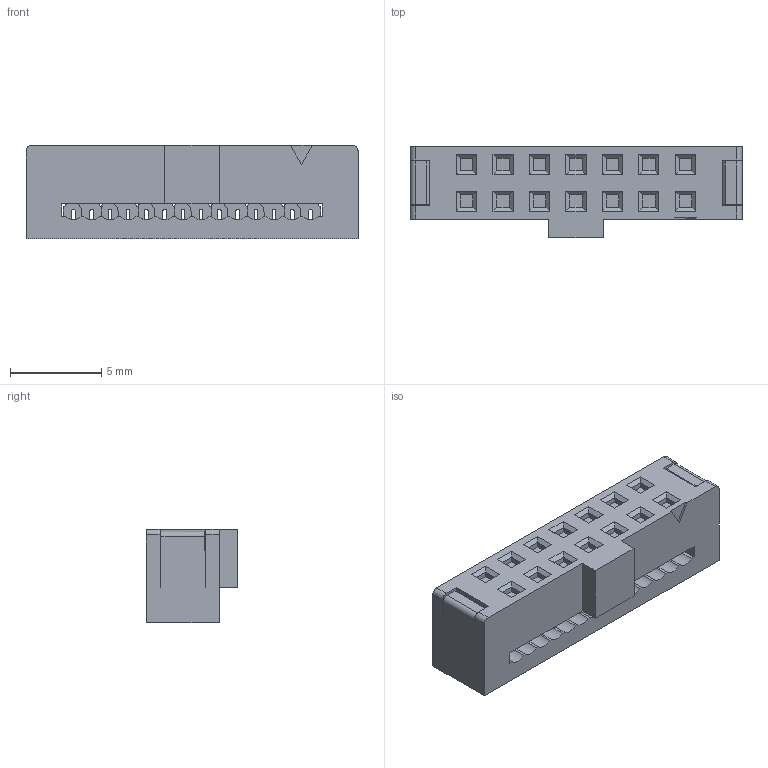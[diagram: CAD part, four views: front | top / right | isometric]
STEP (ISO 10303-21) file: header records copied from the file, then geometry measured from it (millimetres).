
FILE_DESCRIPTION( ('This file contains a STEP AP42 implementation' ,'as created by ZW3D STEP Interface translator.') ,'2;1' );
FILE_NAME( '5225-XXUPXXBWA1.stp' ,'24 1 2.112620', (''), ('ZWCAD Software Co.'), 'Version 1.0', 'ZW3D to STEP translator', '' );
FILE_SCHEMA(('AUTOMOTIVE_DESIGN { 1 0 10303 214 1 1 1 1 }'));
Length unit declared in the file: millimetre
Products named in the file (1): 0
Bounding box: 18.2 x 5 x 5.1 mm (x, y, z)
Volume: 285.4 mm3; surface area: 888.6 mm2
Topology: 1 solids, 1 shells, 2050 faces, 6235 edges, 4134 vertices
Faces by surface type: plane 1428, cylinder 495, bspline 127
Entity records: 73838 total; most frequent: CARTESIAN_POINT 16043, ORIENTED_EDGE 12470, DIRECTION 10679, EDGE_CURVE 6235, VECTOR 4715, LINE 4715, VERTEX_POINT 4134, AXIS2_PLACEMENT_3D 2982
